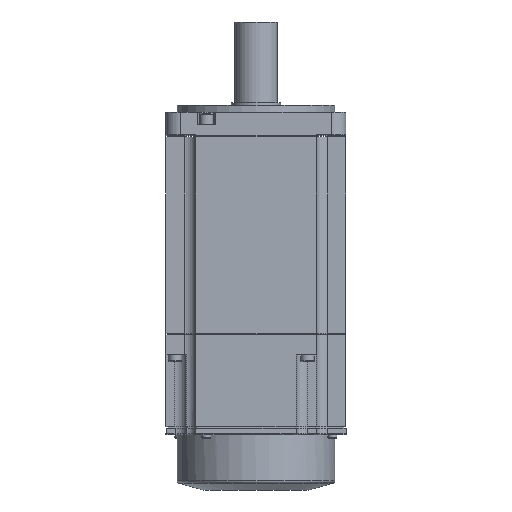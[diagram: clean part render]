
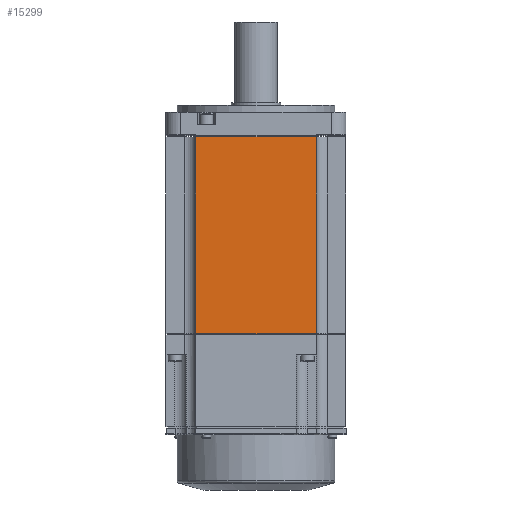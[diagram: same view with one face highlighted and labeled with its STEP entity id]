
A CAD part, front view. The second image highlights one B-rep face of the part: STEP entity #15299.
In plain terms, the highlighted planar face has unit normal (0, -1, 0).
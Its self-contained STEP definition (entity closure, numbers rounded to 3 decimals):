
#1526 = ORIENTED_EDGE ( 'NONE', *, *, #9256, .F. ) ;
#1681 = CARTESIAN_POINT ( 'NONE',  ( 26.82, -40., -88.5 ) ) ;
#2202 = DIRECTION ( 'NONE',  ( -1., 0., 0. ) ) ;
#3611 = AXIS2_PLACEMENT_3D ( 'NONE', #1681, #12490, #18885 ) ;
#4745 = VECTOR ( 'NONE', #22740, 1000. ) ;
#4754 = VERTEX_POINT ( 'NONE', #15242 ) ;
#5021 = LINE ( 'NONE', #11824, #4745 ) ;
#6676 = CARTESIAN_POINT ( 'NONE',  ( 26.82, -40., -88.5 ) ) ;
#8568 = LINE ( 'NONE', #8639, #8706 ) ;
#8639 = CARTESIAN_POINT ( 'NONE',  ( 26.82, -40., -88.5 ) ) ;
#8706 = VECTOR ( 'NONE', #19380, 1000. ) ;
#8752 = VERTEX_POINT ( 'NONE', #19777 ) ;
#9256 = EDGE_CURVE ( 'NONE', #4754, #8752, #5021, .T. ) ;
#9891 = EDGE_CURVE ( 'NONE', #11234, #4754, #25427, .T. ) ;
#11234 = VERTEX_POINT ( 'NONE', #20916 ) ;
#11371 = ORIENTED_EDGE ( 'NONE', *, *, #23534, .T. ) ;
#11824 = CARTESIAN_POINT ( 'NONE',  ( -26.82, -40., -88.5 ) ) ;
#12490 = DIRECTION ( 'NONE',  ( 0., 1., 0. ) ) ;
#13161 = VERTEX_POINT ( 'NONE', #18483 ) ;
#13700 = VECTOR ( 'NONE', #27448, 1000. ) ;
#13826 = LINE ( 'NONE', #25501, #13700 ) ;
#13954 = EDGE_CURVE ( 'NONE', #11234, #13161, #8568, .T. ) ;
#15242 = CARTESIAN_POINT ( 'NONE',  ( -26.82, -40., -88.5 ) ) ;
#15299 = ADVANCED_FACE ( 'NONE', ( #25831 ), #27269, .F. ) ;
#16134 = VECTOR ( 'NONE', #2202, 1000. ) ;
#18483 = CARTESIAN_POINT ( 'NONE',  ( 26.82, -40., -1. ) ) ;
#18885 = DIRECTION ( 'NONE',  ( 0., 0., 1. ) ) ;
#19380 = DIRECTION ( 'NONE',  ( 0., 0., 1. ) ) ;
#19777 = CARTESIAN_POINT ( 'NONE',  ( -26.82, -40., -1. ) ) ;
#20805 = EDGE_LOOP ( 'NONE', ( #11371, #1526, #23433, #26466 ) ) ;
#20916 = CARTESIAN_POINT ( 'NONE',  ( 26.82, -40., -88.5 ) ) ;
#22740 = DIRECTION ( 'NONE',  ( 0., 0., 1. ) ) ;
#23433 = ORIENTED_EDGE ( 'NONE', *, *, #9891, .F. ) ;
#23534 = EDGE_CURVE ( 'NONE', #13161, #8752, #13826, .T. ) ;
#25427 = LINE ( 'NONE', #6676, #16134 ) ;
#25501 = CARTESIAN_POINT ( 'NONE',  ( 26.82, -40., -1. ) ) ;
#25831 = FACE_OUTER_BOUND ( 'NONE', #20805, .T. ) ;
#26466 = ORIENTED_EDGE ( 'NONE', *, *, #13954, .T. ) ;
#27269 = PLANE ( 'NONE',  #3611 ) ;
#27448 = DIRECTION ( 'NONE',  ( -1., 0., 0. ) ) ;
